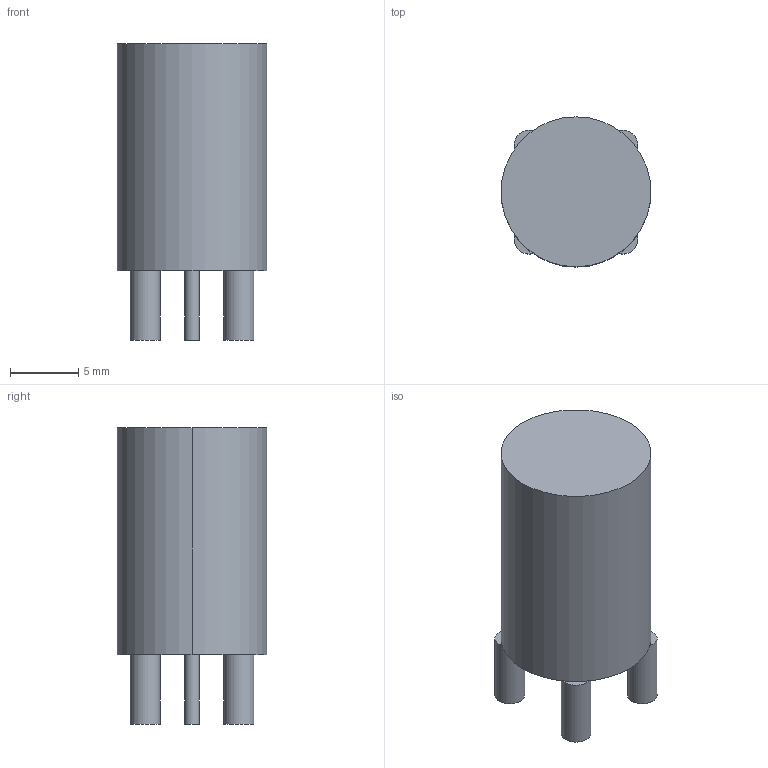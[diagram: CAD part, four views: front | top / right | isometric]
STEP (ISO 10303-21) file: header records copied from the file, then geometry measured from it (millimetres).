
FILE_DESCRIPTION(('FreeCAD Model'),'2;1');
FILE_NAME('1799690.1.6.stp','2021-10-22T03:50:24',( 'Author'),(''),'Open CASCADE STEP processor 6.9','FreeCAD','Unknown' );
FILE_SCHEMA(('AUTOMOTIVE_DESIGN { 1 0 10303 214 1 1 1 1 }'));
Length unit declared in the file: millimetre
Products named in the file (3): ASSEMBLY; Body; Leads
Assembly tree (2 placements, depth 2):
  ASSEMBLY
    Body
    Leads
Bounding box: 11 x 11 x 21.74 mm (x, y, z)
Volume: 1663.7 mm3; surface area: 956 mm2
Topology: 6 solids, 7 shells, 20 faces, 21 edges, 14 vertices
Faces by surface type: plane 13, cylinder 7
Full cylindrical faces by diameter (mm): 1.1 x1, 2.2 x4
Entity records: 786 total; most frequent: DIRECTION 129, CARTESIAN_POINT 106, ORIENTED_EDGE 48, PCURVE 46, DEFINITIONAL_REPRESENTATION 46, LINE 41, VECTOR 41, AXIS2_PLACEMENT_3D 37
